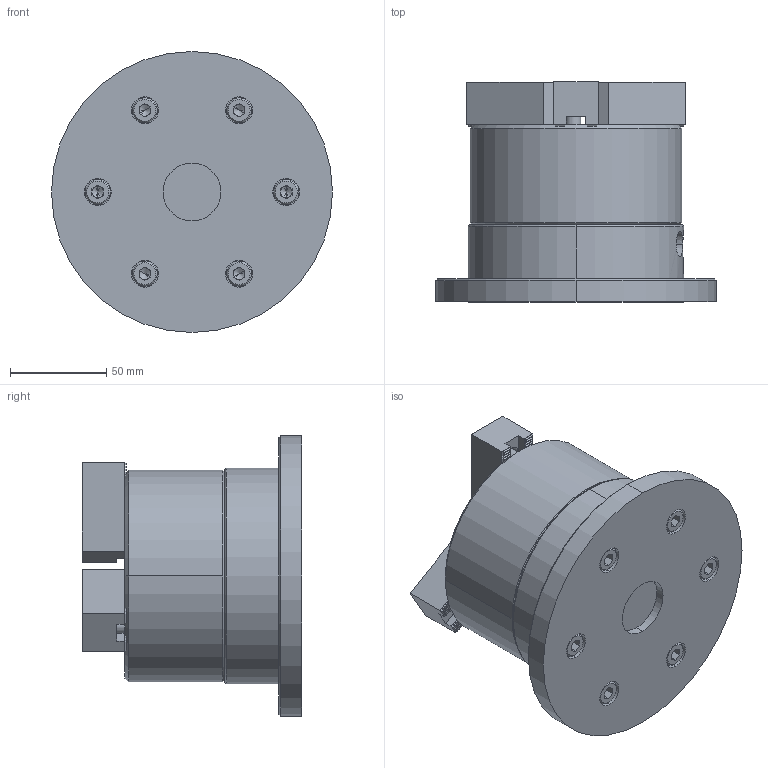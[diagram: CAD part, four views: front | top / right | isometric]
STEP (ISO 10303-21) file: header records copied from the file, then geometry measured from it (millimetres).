
FILE_DESCRIPTION (( 'STEP AP203' ), '1' );
FILE_NAME ('CF-VP-304.STEP', '2019-11-29T08:52:10', ( 'temp' ), ( '' ), 'SwSTEP 2.0', 'SolidWorks 2016', '' );
FILE_SCHEMA (( 'CONFIG_CONTROL_DESIGN' ));
Length unit declared in the file: metre
Products named in the file (8): SJ-04; 圓頭內六角螺栓_M8x16; CF-VP-304; 圓頭內六角螺栓_M8x20; CF-VP-304-01000; CF-VP-304-05000; CF-VP-304-07000; CF-VP-304-06000
Assembly tree (19 placements, depth 2):
  CF-VP-304
    CF-VP-304-01000
    CF-VP-304-05000
    CF-VP-304-07000
    CF-VP-304-06000
    SJ-04  x3
    圓頭內六角螺栓_M8x16  x6
    圓頭內六角螺栓_M8x20  x6
Bounding box: 146 x 114.17 x 146 mm (x, y, z)
Volume: 873779.5 mm3; surface area: 164028.8 mm2
Topology: 19 solids, 19 shells, 1318 faces, 3560 edges, 2302 vertices
Faces by surface type: plane 854, cylinder 344, cone 116, torus 4
Entity records: 16113 total; most frequent: CARTESIAN_POINT 3169, ORIENTED_EDGE 2528, DIRECTION 2368, EDGE_CURVE 1264, VECTOR 892, LINE 892, VERTEX_POINT 820, AXIS2_PLACEMENT_3D 738
